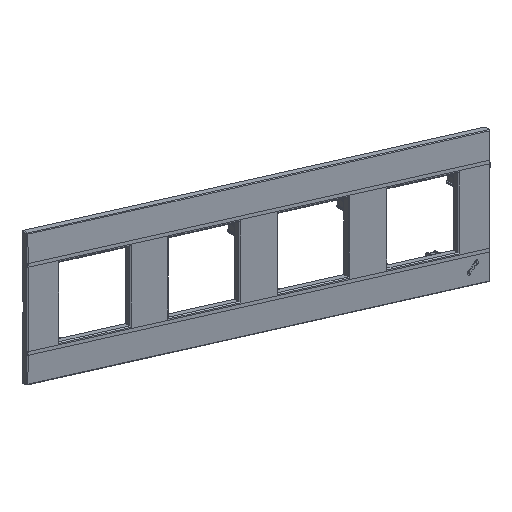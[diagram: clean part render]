
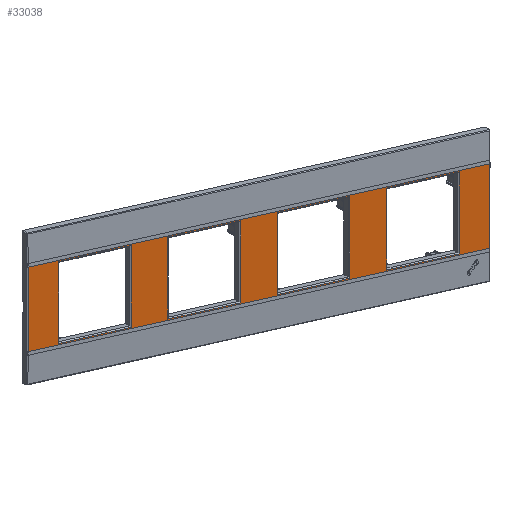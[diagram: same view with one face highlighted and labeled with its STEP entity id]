
A CAD part, top view. The second image highlights one B-rep face of the part: STEP entity #33038.
In plain terms, the highlighted face is planar.
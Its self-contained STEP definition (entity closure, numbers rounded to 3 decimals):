
#2755=CARTESIAN_POINT('Line Origine',(74.89,24.353,5.)) ;
#2759=CARTESIAN_POINT('Vertex',(149.763,24.353,5.)) ;
#2761=CARTESIAN_POINT('Vertex',(-149.763,24.353,5.)) ;
#2795=CARTESIAN_POINT('Line Origine',(149.763,22.,5.)) ;
#2799=CARTESIAN_POINT('Vertex',(149.763,-24.353,5.)) ;
#4002=CARTESIAN_POINT('Line Origine',(74.89,-24.353,5.)) ;
#4006=CARTESIAN_POINT('Vertex',(-149.763,-24.353,5.)) ;
#5704=CARTESIAN_POINT('Line Origine',(-149.763,22.,5.)) ;
#32455=CARTESIAN_POINT('Vertex',(-59.14,23.64,5.)) ;
#32458=CARTESIAN_POINT('Line Origine',(-59.14,0.,5.)) ;
#32462=CARTESIAN_POINT('Vertex',(-59.14,-23.64,5.)) ;
#32481=CARTESIAN_POINT('Line Origine',(0.,-23.64,5.)) ;
#32485=CARTESIAN_POINT('Vertex',(-11.86,-23.64,5.)) ;
#32507=CARTESIAN_POINT('Vertex',(-11.86,23.64,5.)) ;
#32510=CARTESIAN_POINT('Line Origine',(-11.86,0.,5.)) ;
#32527=CARTESIAN_POINT('Line Origine',(0.,23.64,5.)) ;
#32631=CARTESIAN_POINT('Vertex',(59.14,23.64,5.)) ;
#32637=CARTESIAN_POINT('Vertex',(59.14,-23.64,5.)) ;
#32640=CARTESIAN_POINT('Line Origine',(59.14,0.,5.)) ;
#32660=CARTESIAN_POINT('Vertex',(11.86,23.64,5.)) ;
#32663=CARTESIAN_POINT('Line Origine',(0.,23.64,5.)) ;
#32680=CARTESIAN_POINT('Line Origine',(11.86,0.,5.)) ;
#32684=CARTESIAN_POINT('Vertex',(11.86,-23.64,5.)) ;
#32703=CARTESIAN_POINT('Line Origine',(0.,-23.64,5.)) ;
#32807=CARTESIAN_POINT('Vertex',(130.14,23.64,5.)) ;
#32813=CARTESIAN_POINT('Vertex',(130.14,-23.64,5.)) ;
#32816=CARTESIAN_POINT('Line Origine',(130.14,0.,5.)) ;
#32836=CARTESIAN_POINT('Vertex',(82.86,23.64,5.)) ;
#32839=CARTESIAN_POINT('Line Origine',(0.,23.64,5.)) ;
#32856=CARTESIAN_POINT('Line Origine',(82.86,0.,5.)) ;
#32860=CARTESIAN_POINT('Vertex',(82.86,-23.64,5.)) ;
#32879=CARTESIAN_POINT('Line Origine',(0.,-23.64,5.)) ;
#32975=CARTESIAN_POINT('Axis2P3D Location',(0.,0.,5.)) ;
#32986=CARTESIAN_POINT('Line Origine',(-106.5,-23.64,5.)) ;
#32990=CARTESIAN_POINT('Vertex',(-130.14,-23.64,5.)) ;
#32992=CARTESIAN_POINT('Vertex',(-82.86,-23.64,5.)) ;
#32995=CARTESIAN_POINT('Line Origine',(-130.14,0.,5.)) ;
#32999=CARTESIAN_POINT('Vertex',(-130.14,23.64,5.)) ;
#33002=CARTESIAN_POINT('Line Origine',(-106.5,23.64,5.)) ;
#33006=CARTESIAN_POINT('Vertex',(-82.86,23.64,5.)) ;
#33009=CARTESIAN_POINT('Line Origine',(-82.86,0.,5.)) ;
#2756=DIRECTION('Vector Direction',(1.,0.,0.)) ;
#2796=DIRECTION('Vector Direction',(0.,-1.,0.)) ;
#4003=DIRECTION('Vector Direction',(-1.,0.,0.)) ;
#5705=DIRECTION('Vector Direction',(0.,1.,0.)) ;
#32459=DIRECTION('Vector Direction',(0.,-1.,0.)) ;
#32482=DIRECTION('Vector Direction',(1.,0.,0.)) ;
#32511=DIRECTION('Vector Direction',(0.,-1.,0.)) ;
#32528=DIRECTION('Vector Direction',(1.,0.,0.)) ;
#32641=DIRECTION('Vector Direction',(0.,-1.,0.)) ;
#32664=DIRECTION('Vector Direction',(1.,0.,0.)) ;
#32681=DIRECTION('Vector Direction',(0.,-1.,0.)) ;
#32704=DIRECTION('Vector Direction',(1.,0.,0.)) ;
#32817=DIRECTION('Vector Direction',(0.,-1.,0.)) ;
#32840=DIRECTION('Vector Direction',(1.,0.,0.)) ;
#32857=DIRECTION('Vector Direction',(0.,-1.,0.)) ;
#32880=DIRECTION('Vector Direction',(1.,0.,0.)) ;
#32976=DIRECTION('Axis2P3D Direction',(0.,0.,1.)) ;
#32977=DIRECTION('Axis2P3D XDirection',(1.,0.,0.)) ;
#32987=DIRECTION('Vector Direction',(1.,0.,0.)) ;
#32996=DIRECTION('Vector Direction',(0.,-1.,0.)) ;
#33003=DIRECTION('Vector Direction',(1.,0.,0.)) ;
#33010=DIRECTION('Vector Direction',(0.,-1.,0.)) ;
#32978=AXIS2_PLACEMENT_3D('Plane Axis2P3D',#32975,#32976,#32977) ;
#32981=ORIENTED_EDGE('',*,*,#4008,.F.) ;
#32982=ORIENTED_EDGE('',*,*,#2801,.F.) ;
#32983=ORIENTED_EDGE('',*,*,#2763,.T.) ;
#32984=ORIENTED_EDGE('',*,*,#5708,.T.) ;
#33015=ORIENTED_EDGE('',*,*,#32994,.F.) ;
#33016=ORIENTED_EDGE('',*,*,#33001,.F.) ;
#33017=ORIENTED_EDGE('',*,*,#33008,.F.) ;
#33018=ORIENTED_EDGE('',*,*,#33013,.F.) ;
#33021=ORIENTED_EDGE('',*,*,#32820,.F.) ;
#33022=ORIENTED_EDGE('',*,*,#32883,.F.) ;
#33023=ORIENTED_EDGE('',*,*,#32862,.F.) ;
#33024=ORIENTED_EDGE('',*,*,#32843,.F.) ;
#33027=ORIENTED_EDGE('',*,*,#32644,.F.) ;
#33028=ORIENTED_EDGE('',*,*,#32707,.F.) ;
#33029=ORIENTED_EDGE('',*,*,#32686,.F.) ;
#33030=ORIENTED_EDGE('',*,*,#32667,.F.) ;
#33033=ORIENTED_EDGE('',*,*,#32464,.F.) ;
#33034=ORIENTED_EDGE('',*,*,#32531,.F.) ;
#33035=ORIENTED_EDGE('',*,*,#32514,.F.) ;
#33036=ORIENTED_EDGE('',*,*,#32487,.F.) ;
#33019=FACE_BOUND('',#33014,.T.) ;
#33025=FACE_BOUND('',#33020,.T.) ;
#33031=FACE_BOUND('',#33026,.T.) ;
#33037=FACE_BOUND('',#33032,.T.) ;
#2757=VECTOR('Line Direction',#2756,1.) ;
#2797=VECTOR('Line Direction',#2796,1.) ;
#4004=VECTOR('Line Direction',#4003,1.) ;
#5706=VECTOR('Line Direction',#5705,1.) ;
#32460=VECTOR('Line Direction',#32459,1.) ;
#32483=VECTOR('Line Direction',#32482,1.) ;
#32512=VECTOR('Line Direction',#32511,1.) ;
#32529=VECTOR('Line Direction',#32528,1.) ;
#32642=VECTOR('Line Direction',#32641,1.) ;
#32665=VECTOR('Line Direction',#32664,1.) ;
#32682=VECTOR('Line Direction',#32681,1.) ;
#32705=VECTOR('Line Direction',#32704,1.) ;
#32818=VECTOR('Line Direction',#32817,1.) ;
#32841=VECTOR('Line Direction',#32840,1.) ;
#32858=VECTOR('Line Direction',#32857,1.) ;
#32881=VECTOR('Line Direction',#32880,1.) ;
#32988=VECTOR('Line Direction',#32987,1.) ;
#32997=VECTOR('Line Direction',#32996,1.) ;
#33004=VECTOR('Line Direction',#33003,1.) ;
#33011=VECTOR('Line Direction',#33010,1.) ;
#33038=ADVANCED_FACE('PartBody',(#32985,#33019,#33025,#33031,#33037),#32979,.T.) ;
#2763=EDGE_CURVE('',#2760,#2762,#2758,.F.) ;
#2801=EDGE_CURVE('',#2760,#2800,#2798,.T.) ;
#4008=EDGE_CURVE('',#2800,#4007,#4005,.T.) ;
#5708=EDGE_CURVE('',#2762,#4007,#5707,.F.) ;
#32464=EDGE_CURVE('',#32456,#32463,#32461,.T.) ;
#32487=EDGE_CURVE('',#32463,#32486,#32484,.T.) ;
#32514=EDGE_CURVE('',#32486,#32508,#32513,.F.) ;
#32531=EDGE_CURVE('',#32508,#32456,#32530,.F.) ;
#32644=EDGE_CURVE('',#32638,#32632,#32643,.F.) ;
#32667=EDGE_CURVE('',#32632,#32661,#32666,.F.) ;
#32686=EDGE_CURVE('',#32661,#32685,#32683,.T.) ;
#32707=EDGE_CURVE('',#32685,#32638,#32706,.T.) ;
#32820=EDGE_CURVE('',#32814,#32808,#32819,.F.) ;
#32843=EDGE_CURVE('',#32808,#32837,#32842,.F.) ;
#32862=EDGE_CURVE('',#32837,#32861,#32859,.T.) ;
#32883=EDGE_CURVE('',#32861,#32814,#32882,.T.) ;
#32994=EDGE_CURVE('',#32991,#32993,#32989,.T.) ;
#33001=EDGE_CURVE('',#33000,#32991,#32998,.T.) ;
#33008=EDGE_CURVE('',#33007,#33000,#33005,.F.) ;
#33013=EDGE_CURVE('',#32993,#33007,#33012,.F.) ;
#32980=EDGE_LOOP('',(#32981,#32982,#32983,#32984)) ;
#33014=EDGE_LOOP('',(#33015,#33016,#33017,#33018)) ;
#33020=EDGE_LOOP('',(#33021,#33022,#33023,#33024)) ;
#33026=EDGE_LOOP('',(#33027,#33028,#33029,#33030)) ;
#33032=EDGE_LOOP('',(#33033,#33034,#33035,#33036)) ;
#32985=FACE_OUTER_BOUND('',#32980,.T.) ;
#2758=LINE('Line',#2755,#2757) ;
#2798=LINE('Line',#2795,#2797) ;
#4005=LINE('Line',#4002,#4004) ;
#5707=LINE('Line',#5704,#5706) ;
#32461=LINE('Line',#32458,#32460) ;
#32484=LINE('Line',#32481,#32483) ;
#32513=LINE('Line',#32510,#32512) ;
#32530=LINE('Line',#32527,#32529) ;
#32643=LINE('Line',#32640,#32642) ;
#32666=LINE('Line',#32663,#32665) ;
#32683=LINE('Line',#32680,#32682) ;
#32706=LINE('Line',#32703,#32705) ;
#32819=LINE('Line',#32816,#32818) ;
#32842=LINE('Line',#32839,#32841) ;
#32859=LINE('Line',#32856,#32858) ;
#32882=LINE('Line',#32879,#32881) ;
#32989=LINE('Line',#32986,#32988) ;
#32998=LINE('Line',#32995,#32997) ;
#33005=LINE('Line',#33002,#33004) ;
#33012=LINE('Line',#33009,#33011) ;
#32979=PLANE('',#32978) ;
#2760=VERTEX_POINT('',#2759) ;
#2762=VERTEX_POINT('',#2761) ;
#2800=VERTEX_POINT('',#2799) ;
#4007=VERTEX_POINT('',#4006) ;
#32456=VERTEX_POINT('',#32455) ;
#32463=VERTEX_POINT('',#32462) ;
#32486=VERTEX_POINT('',#32485) ;
#32508=VERTEX_POINT('',#32507) ;
#32632=VERTEX_POINT('',#32631) ;
#32638=VERTEX_POINT('',#32637) ;
#32661=VERTEX_POINT('',#32660) ;
#32685=VERTEX_POINT('',#32684) ;
#32808=VERTEX_POINT('',#32807) ;
#32814=VERTEX_POINT('',#32813) ;
#32837=VERTEX_POINT('',#32836) ;
#32861=VERTEX_POINT('',#32860) ;
#32991=VERTEX_POINT('',#32990) ;
#32993=VERTEX_POINT('',#32992) ;
#33000=VERTEX_POINT('',#32999) ;
#33007=VERTEX_POINT('',#33006) ;
